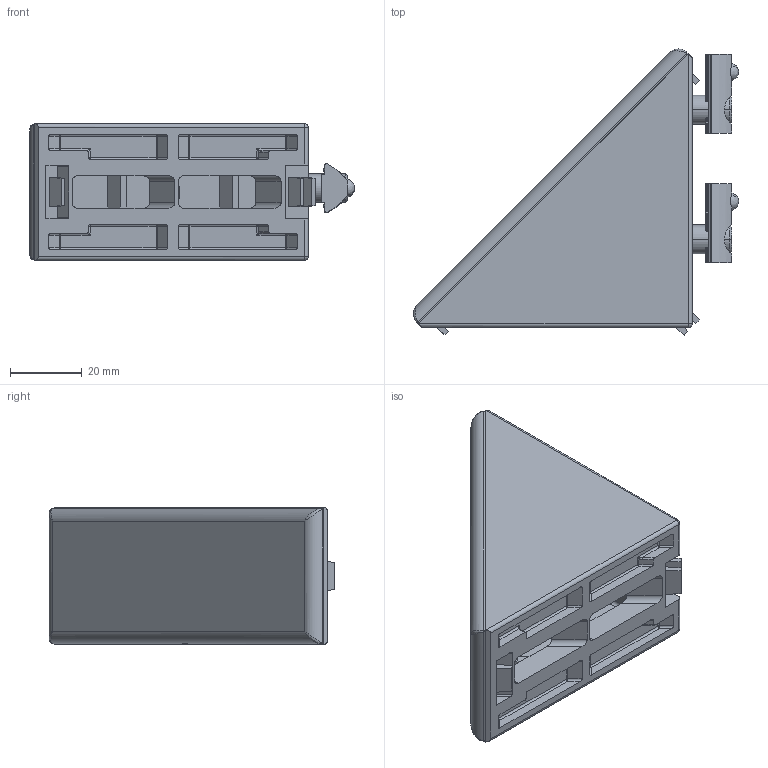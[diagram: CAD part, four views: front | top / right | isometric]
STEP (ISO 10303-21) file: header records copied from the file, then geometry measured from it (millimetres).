
FILE_DESCRIPTION (( 'STEP AP214' ), '1' );
FILE_NAME ('282300203.STEP', '2014-02-19T10:20:04', ( '' ), ( '' ), 'SwSTEP 2.0', 'SolidWorks 2014', '' );
FILE_SCHEMA (( 'AUTOMOTIVE_DESIGN' ));
Length unit declared in the file: millimetre
Products named in the file (1): 282300203
Bounding box: 90.29 x 79.42 x 38 mm (x, y, z)
Volume: 58678 mm3; surface area: 36783.5 mm2
Topology: 8 solids, 8 shells, 700 faces, 1798 edges, 1117 vertices
Faces by surface type: plane 322, cylinder 204, bspline 162, cone 12
Entity records: 33848 total; most frequent: CARTESIAN_POINT 10121, ORIENTED_EDGE 3536, DIRECTION 2998, EDGE_CURVE 1768, VERTEX_POINT 1117, LINE 1064, VECTOR 1064, AXIS2_PLACEMENT_3D 967
